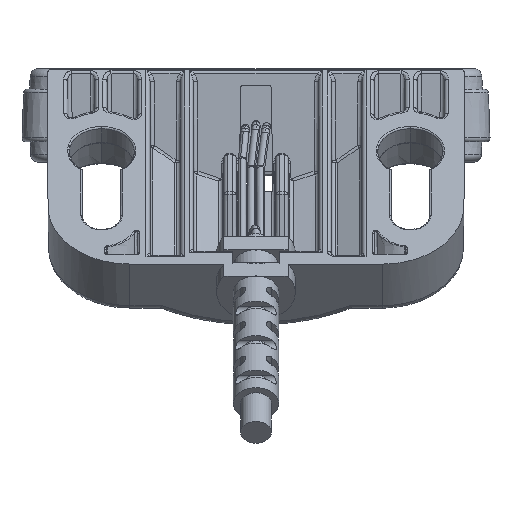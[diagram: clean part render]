
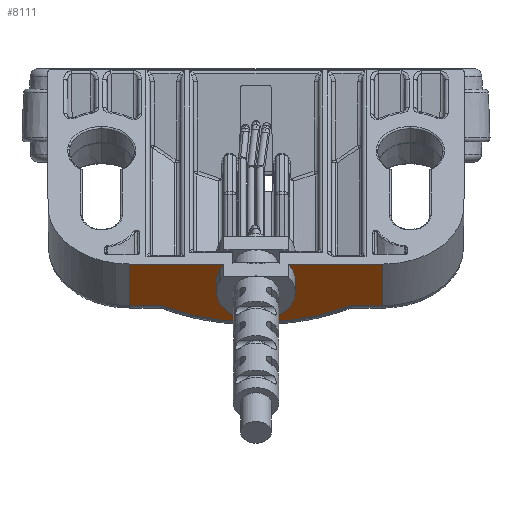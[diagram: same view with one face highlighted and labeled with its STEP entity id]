
A CAD part, front view. The second image highlights one B-rep face of the part: STEP entity #8111.
In plain terms, the highlighted planar face has unit normal (0, -0.719, -0.695).
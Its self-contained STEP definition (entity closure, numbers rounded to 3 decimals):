
#5879 = CARTESIAN_POINT ( 'NONE',  ( 25.7, -35.842, -18.292 ) ) ;
#5893 = DIRECTION ( 'NONE',  ( -1., 0., 0. ) ) ;
#5942 = CARTESIAN_POINT ( 'NONE',  ( -3.95, -35.842, -18.292 ) ) ;
#5943 = CARTESIAN_POINT ( 'NONE',  ( 25.7, -35.842, -18.292 ) ) ;
#5944 = CARTESIAN_POINT ( 'NONE',  ( -4.54, -35.262, -18.892 ) ) ;
#5987 = DIRECTION ( 'NONE',  ( -1., 0., 0. ) ) ;
#6000 = CARTESIAN_POINT ( 'NONE',  ( 0., -28.906, -25.474 ) ) ;
#6001 = CARTESIAN_POINT ( 'NONE',  ( -15.588, -35.568, -18.575 ) ) ;
#6002 = CARTESIAN_POINT ( 'NONE',  ( -2.028, -28.906, -25.474 ) ) ;
#6003 = CARTESIAN_POINT ( 'NONE',  ( -4.85, -34.585, -19.593 ) ) ;
#6004 = CARTESIAN_POINT ( 'NONE',  ( -4.85, -33.875, -20.328 ) ) ;
#6005 = DIRECTION ( 'NONE',  ( -0.01, -0.695, 0.719 ) ) ;
#6006 = CARTESIAN_POINT ( 'NONE',  ( 9.853, -30.252, -24.08 ) ) ;
#6007 = CARTESIAN_POINT ( 'NONE',  ( 11.627, -30.899, -23.41 ) ) ;
#6008 = CARTESIAN_POINT ( 'NONE',  ( -4.055, -29.078, -25.295 ) ) ;
#6009 = CARTESIAN_POINT ( 'NONE',  ( -7.967, -29.753, -24.597 ) ) ;
#6010 = CARTESIAN_POINT ( 'NONE',  ( -9.853, -30.252, -24.08 ) ) ;
#6011 = CARTESIAN_POINT ( 'NONE',  ( -11.627, -30.899, -23.41 ) ) ;
#6012 = CARTESIAN_POINT ( 'NONE',  ( 5.128, -32.276, -21.983 ) ) ;
#6013 = CARTESIAN_POINT ( 'NONE',  ( 2.822, -31.117, -23.184 ) ) ;
#6014 = CARTESIAN_POINT ( 'NONE',  ( 7.967, -29.753, -24.597 ) ) ;
#6015 = CARTESIAN_POINT ( 'NONE',  ( 4.055, -29.078, -25.295 ) ) ;
#6016 = CARTESIAN_POINT ( 'NONE',  ( 2.028, -28.906, -25.474 ) ) ;
#6017 = CARTESIAN_POINT ( 'NONE',  ( 0., -28.906, -25.474 ) ) ;
#6018 = CARTESIAN_POINT ( 'NONE',  ( 15.458, -26.13, -28.348 ) ) ;
#6019 = DIRECTION ( 'NONE',  ( -0.01, 0.695, -0.719 ) ) ;
#6021 = CARTESIAN_POINT ( 'NONE',  ( 25.7, -31.117, -23.184 ) ) ;
#6023 = CARTESIAN_POINT ( 'NONE',  ( 5.594, -34.227, -19.963 ) ) ;
#6024 = CARTESIAN_POINT ( 'NONE',  ( 3.95, -35.842, -18.292 ) ) ;
#6025 = DIRECTION ( 'NONE',  ( 1., 0., 0. ) ) ;
#6286 = LINE ( 'NONE', #5879, #6299 ) ;
#6299 = VECTOR ( 'NONE', #5893, 1000. ) ;
#6300 = LINE ( 'NONE', #5943, #6305 ) ;
#6304 = LINE ( 'NONE', #6001, #6319 ) ;
#6305 = VECTOR ( 'NONE', #5987, 1000. ) ;
#6317 = LINE ( 'NONE', #6021, #6322 ) ;
#6318 = LINE ( 'NONE', #6018, #6320 ) ;
#6319 = VECTOR ( 'NONE', #6005, 1000. ) ;
#6320 = VECTOR ( 'NONE', #6019, 1000. ) ;
#6322 = VECTOR ( 'NONE', #6025, 1000. ) ;
#6814 = VERTEX_POINT ( 'NONE', #17218 ) ;
#6849 = VERTEX_POINT ( 'NONE', #17180 ) ;
#6893 = VERTEX_POINT ( 'NONE', #17136 ) ;
#6910 = VERTEX_POINT ( 'NONE', #17120 ) ;
#6920 = VERTEX_POINT ( 'NONE', #17109 ) ;
#6925 = VERTEX_POINT ( 'NONE', #17103 ) ;
#6943 = VERTEX_POINT ( 'NONE', #17086 ) ;
#7136 = VERTEX_POINT ( 'NONE', #16784 ) ;
#7249 = VERTEX_POINT ( 'NONE', #13299 ) ;
#7816 =( BOUNDED_CURVE ( )  B_SPLINE_CURVE ( 3, ( #29422, #29419, #29423, #29424 ),
 .UNSPECIFIED., .F., .F. ) 
 B_SPLINE_CURVE_WITH_KNOTS ( ( 4, 4 ),
 ( 1.571, 2.515 ),
 .UNSPECIFIED. ) 
 CURVE ( )  GEOMETRIC_REPRESENTATION_ITEM ( )  RATIONAL_B_SPLINE_CURVE ( ( 1., 0.927, 0.927, 1. ) ) 
 REPRESENTATION_ITEM ( '' )  );
#8111 = ADVANCED_FACE ( 'NONE', ( #16627 ), #25452, .T. ) ;
#8733 =( BOUNDED_CURVE ( )  B_SPLINE_CURVE ( 3, ( #5942, #5944, #6003, #6004 ),
 .UNSPECIFIED., .F., .F. ) 
 B_SPLINE_CURVE_WITH_KNOTS ( ( 4, 4 ),
 ( 0.955, 1.571 ),
 .UNSPECIFIED. ) 
 CURVE ( )  GEOMETRIC_REPRESENTATION_ITEM ( )  RATIONAL_B_SPLINE_CURVE ( ( 1., 0.969, 0.969, 1. ) ) 
 REPRESENTATION_ITEM ( '' )  );
#8734 = B_SPLINE_CURVE_WITH_KNOTS ( 'NONE', 3,
 ( #6000, #6002, #6008, #6009, #6010, #6011 ),
 .UNSPECIFIED., .F., .F.,
 ( 4, 2, 4 ),
 ( 0., 0.503, 1. ),
 .UNSPECIFIED. ) ;
#8735 =( BOUNDED_CURVE ( )  B_SPLINE_CURVE ( 3, ( #6007, #6006, #6014, #6015, #6016, #6017 ),
 .UNSPECIFIED., .F., .F. ) 
 B_SPLINE_CURVE_WITH_KNOTS ( ( 4, 2, 4 ),
 ( 0., 0.497, 1. ),
 .UNSPECIFIED. ) 
 CURVE ( )  GEOMETRIC_REPRESENTATION_ITEM ( )  RATIONAL_B_SPLINE_CURVE ( ( 1., 1., 1., 1., 1., 1. ) ) 
 REPRESENTATION_ITEM ( '' )  );
#8736 =( BOUNDED_CURVE ( )  B_SPLINE_CURVE ( 3, ( #6013, #6012, #6023, #6024 ),
 .UNSPECIFIED., .F., .F. ) 
 B_SPLINE_CURVE_WITH_KNOTS ( ( 4, 4 ),
 ( 3.768, 5.328 ),
 .UNSPECIFIED. ) 
 CURVE ( )  GEOMETRIC_REPRESENTATION_ITEM ( )  RATIONAL_B_SPLINE_CURVE ( ( 1., 0.807, 0.807, 1. ) ) 
 REPRESENTATION_ITEM ( '' )  );
#9095 = VERTEX_POINT ( 'NONE', #29075 ) ;
#9103 = VERTEX_POINT ( 'NONE', #29083 ) ;
#9203 = VERTEX_POINT ( 'NONE', #29183 ) ;
#9445 = EDGE_LOOP ( 'NONE', ( #13267, #13268, #13269, #13270, #13271, #13272, #13273, #13274, #13275, #13276, #13277, #13278 ) ) ;
#10220 = EDGE_CURVE ( 'NONE', #9103, #9095, #7816, .T. ) ;
#10259 = EDGE_CURVE ( 'NONE', #6920, #9203, #26983, .T. ) ;
#10263 = EDGE_CURVE ( 'NONE', #6849, #6814, #26985, .T. ) ;
#11375 = EDGE_CURVE ( 'NONE', #6893, #6925, #6286, .T. ) ;
#11380 = EDGE_CURVE ( 'NONE', #7136, #6910, #6300, .T. ) ;
#11387 = EDGE_CURVE ( 'NONE', #7136, #9103, #8733, .T. ) ;
#11388 = EDGE_CURVE ( 'NONE', #9203, #6910, #6304, .T. ) ;
#11389 = EDGE_CURVE ( 'NONE', #7249, #6920, #8734, .T. ) ;
#11390 = EDGE_CURVE ( 'NONE', #6814, #7249, #8735, .T. ) ;
#11391 = EDGE_CURVE ( 'NONE', #6893, #6849, #6318, .T. ) ;
#11392 = EDGE_CURVE ( 'NONE', #6943, #6925, #8736, .T. ) ;
#11393 = EDGE_CURVE ( 'NONE', #9095, #6943, #6317, .T. ) ;
#13267 = ORIENTED_EDGE ( 'NONE', *, *, #11387, .F. ) ;
#13268 = ORIENTED_EDGE ( 'NONE', *, *, #11380, .T. ) ;
#13269 = ORIENTED_EDGE ( 'NONE', *, *, #11388, .F. ) ;
#13270 = ORIENTED_EDGE ( 'NONE', *, *, #10259, .F. ) ;
#13271 = ORIENTED_EDGE ( 'NONE', *, *, #11389, .F. ) ;
#13272 = ORIENTED_EDGE ( 'NONE', *, *, #11390, .F. ) ;
#13273 = ORIENTED_EDGE ( 'NONE', *, *, #10263, .F. ) ;
#13274 = ORIENTED_EDGE ( 'NONE', *, *, #11391, .F. ) ;
#13275 = ORIENTED_EDGE ( 'NONE', *, *, #11375, .T. ) ;
#13276 = ORIENTED_EDGE ( 'NONE', *, *, #11392, .F. ) ;
#13277 = ORIENTED_EDGE ( 'NONE', *, *, #11393, .F. ) ;
#13278 = ORIENTED_EDGE ( 'NONE', *, *, #10220, .F. ) ;
#13299 = CARTESIAN_POINT ( 'NONE',  ( 0., -28.906, -25.474 ) ) ;
#16627 = FACE_OUTER_BOUND ( 'NONE', #9445, .T. ) ;
#16784 = CARTESIAN_POINT ( 'NONE',  ( -3.95, -35.842, -18.292 ) ) ;
#17086 = CARTESIAN_POINT ( 'NONE',  ( 2.822, -31.117, -23.184 ) ) ;
#17103 = CARTESIAN_POINT ( 'NONE',  ( 3.95, -35.842, -18.292 ) ) ;
#17109 = CARTESIAN_POINT ( 'NONE',  ( -11.627, -30.899, -23.41 ) ) ;
#17120 = CARTESIAN_POINT ( 'NONE',  ( -15.592, -35.842, -18.292 ) ) ;
#17136 = CARTESIAN_POINT ( 'NONE',  ( 15.592, -35.842, -18.292 ) ) ;
#17180 = CARTESIAN_POINT ( 'NONE',  ( 15.524, -30.899, -23.41 ) ) ;
#17218 = CARTESIAN_POINT ( 'NONE',  ( 11.627, -30.899, -23.41 ) ) ;
#23763 = AXIS2_PLACEMENT_3D ( 'NONE', #25451, #25471, #25472 ) ;
#25451 = CARTESIAN_POINT ( 'NONE',  ( 25.7, -35.842, -18.292 ) ) ;
#25452 = PLANE ( 'NONE',  #23763 ) ;
#25471 = DIRECTION ( 'NONE',  ( 0., -0.719, -0.695 ) ) ;
#25472 = DIRECTION ( 'NONE',  ( 0., 0.695, -0.719 ) ) ;
#26983 = LINE ( 'NONE', #29544, #26986 ) ;
#26985 = LINE ( 'NONE', #29569, #26991 ) ;
#26986 = VECTOR ( 'NONE', #29555, 1000. ) ;
#26991 = VECTOR ( 'NONE', #29568, 1000. ) ;
#29075 = CARTESIAN_POINT ( 'NONE',  ( -2.822, -31.117, -23.184 ) ) ;
#29083 = CARTESIAN_POINT ( 'NONE',  ( -4.85, -33.875, -20.328 ) ) ;
#29183 = CARTESIAN_POINT ( 'NONE',  ( -15.524, -30.899, -23.41 ) ) ;
#29419 = CARTESIAN_POINT ( 'NONE',  ( -4.85, -32.762, -21.481 ) ) ;
#29422 = CARTESIAN_POINT ( 'NONE',  ( -4.85, -33.875, -20.328 ) ) ;
#29423 = CARTESIAN_POINT ( 'NONE',  ( -4.121, -31.77, -22.508 ) ) ;
#29424 = CARTESIAN_POINT ( 'NONE',  ( -2.822, -31.117, -23.184 ) ) ;
#29544 = CARTESIAN_POINT ( 'NONE',  ( 25.7, -30.899, -23.41 ) ) ;
#29555 = DIRECTION ( 'NONE',  ( -1., 0., 0. ) ) ;
#29568 = DIRECTION ( 'NONE',  ( -1., 0., 0. ) ) ;
#29569 = CARTESIAN_POINT ( 'NONE',  ( 25.7, -30.899, -23.41 ) ) ;
